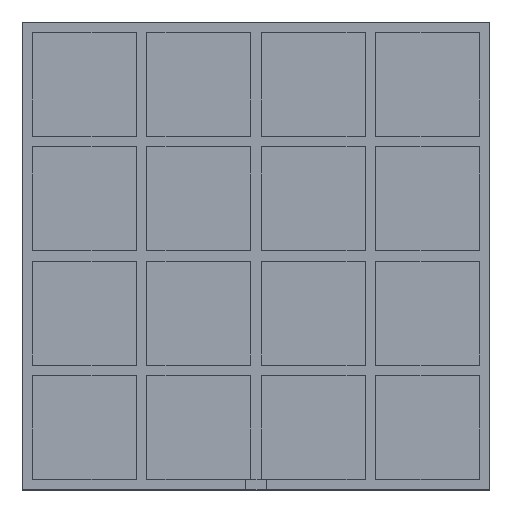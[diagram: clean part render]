
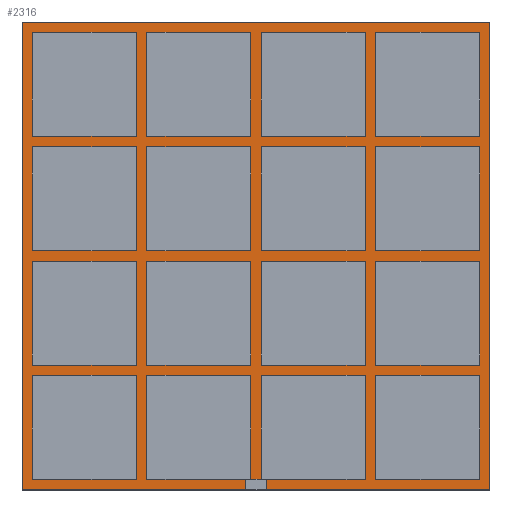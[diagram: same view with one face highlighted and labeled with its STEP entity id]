
A CAD part, top view. The second image highlights one B-rep face of the part: STEP entity #2316.
In plain terms, the highlighted planar face has unit normal (0, 0, 1).
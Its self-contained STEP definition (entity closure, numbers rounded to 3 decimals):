
#17=LINE($,#3678,#233);
#20=LINE($,#3684,#236);
#23=LINE($,#3690,#239);
#26=LINE($,#3694,#242);
#233=VECTOR($,#2946,9.);
#236=VECTOR($,#2951,9.);
#239=VECTOR($,#2956,9.);
#242=VECTOR($,#2961,9.);
#520=PLANE($,#2637);
#732=FACE_OUTER_BOUND($,#944,.T.);
#944=EDGE_LOOP($,(#1747,#1748,#1749,#1750));
#1225=VERTEX_POINT($,#3675);
#1226=VERTEX_POINT($,#3677);
#1228=VERTEX_POINT($,#3683);
#1230=VERTEX_POINT($,#3689);
#1433=EDGE_CURVE($,#1226,#1225,#17,.T.);
#1436=EDGE_CURVE($,#1228,#1226,#20,.T.);
#1439=EDGE_CURVE($,#1230,#1228,#23,.T.);
#1442=EDGE_CURVE($,#1225,#1230,#26,.T.);
#1747=ORIENTED_EDGE($,*,*,#1442,.T.);
#1748=ORIENTED_EDGE($,*,*,#1439,.T.);
#1749=ORIENTED_EDGE($,*,*,#1436,.T.);
#1750=ORIENTED_EDGE($,*,*,#1433,.T.);
#2316=ADVANCED_FACE($,(#732),#520,.T.);
#2637=AXIS2_PLACEMENT_3D($,#3696,#2964,#2965);
#2946=DIRECTION($,(0.,1.,0.));
#2951=DIRECTION($,(1.,0.,0.));
#2956=DIRECTION($,(0.,-1.,0.));
#2961=DIRECTION($,(-1.,0.,0.));
#2964=DIRECTION('center_axis',(0.,0.,1.));
#2965=DIRECTION('ref_axis',(1.,0.,0.));
#3675=CARTESIAN_POINT('',(4.5,4.5,1.15));
#3677=CARTESIAN_POINT('',(4.5,-4.5,1.15));
#3678=CARTESIAN_POINT($,(4.5,4.5,1.15));
#3683=CARTESIAN_POINT('',(-4.5,-4.5,1.15));
#3684=CARTESIAN_POINT($,(4.5,-4.5,1.15));
#3689=CARTESIAN_POINT('',(-4.5,4.5,1.15));
#3690=CARTESIAN_POINT($,(-4.5,-4.5,1.15));
#3694=CARTESIAN_POINT($,(-4.5,4.5,1.15));
#3696=CARTESIAN_POINT('Origin',(0.,0.,1.15));
